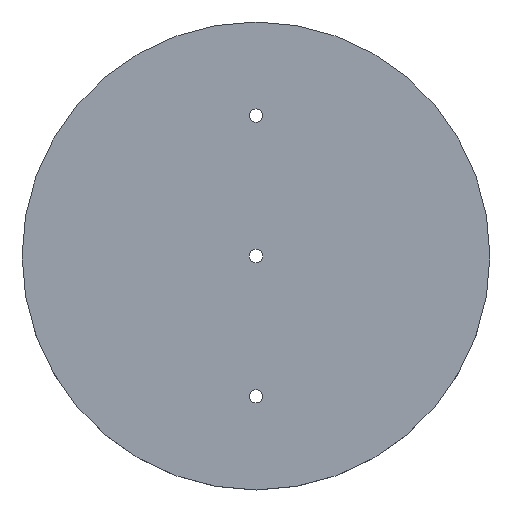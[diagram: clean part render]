
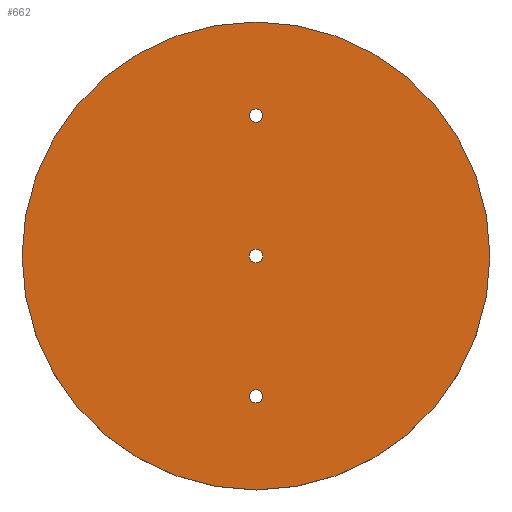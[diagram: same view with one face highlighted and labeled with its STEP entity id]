
A CAD part, top view. The second image highlights one B-rep face of the part: STEP entity #662.
In plain terms, the highlighted planar face has unit normal (0, 0, 1).
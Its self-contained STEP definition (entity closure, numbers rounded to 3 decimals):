
#19=FACE_BOUND('',#111,.T.);
#20=FACE_BOUND('',#112,.T.);
#21=FACE_BOUND('',#113,.T.);
#33=PLANE('',#707);
#66=FACE_OUTER_BOUND('',#110,.T.);
#110=EDGE_LOOP('',(#505));
#111=EDGE_LOOP('',(#506));
#112=EDGE_LOOP('',(#507));
#113=EDGE_LOOP('',(#508));
#306=CIRCLE('',#708,50.);
#307=CIRCLE('',#709,1.425);
#308=CIRCLE('',#710,1.425);
#309=CIRCLE('',#711,1.425);
#347=VERTEX_POINT('',#1009);
#348=VERTEX_POINT('',#1011);
#349=VERTEX_POINT('',#1013);
#350=VERTEX_POINT('',#1015);
#410=EDGE_CURVE('',#347,#347,#306,.T.);
#411=EDGE_CURVE('',#348,#348,#307,.T.);
#412=EDGE_CURVE('',#349,#349,#308,.T.);
#413=EDGE_CURVE('',#350,#350,#309,.T.);
#505=ORIENTED_EDGE('',*,*,#410,.T.);
#506=ORIENTED_EDGE('',*,*,#411,.T.);
#507=ORIENTED_EDGE('',*,*,#412,.T.);
#508=ORIENTED_EDGE('',*,*,#413,.T.);
#662=ADVANCED_FACE('',(#66,#19,#20,#21),#33,.T.);
#707=AXIS2_PLACEMENT_3D('',#1008,#801,#802);
#708=AXIS2_PLACEMENT_3D('',#1010,#803,#804);
#709=AXIS2_PLACEMENT_3D('',#1012,#805,#806);
#710=AXIS2_PLACEMENT_3D('',#1014,#807,#808);
#711=AXIS2_PLACEMENT_3D('',#1016,#809,#810);
#801=DIRECTION('center_axis',(0.,0.,1.));
#802=DIRECTION('ref_axis',(-1.,0.,0.));
#803=DIRECTION('center_axis',(0.,0.,1.));
#804=DIRECTION('ref_axis',(-1.,0.,0.));
#805=DIRECTION('center_axis',(0.,0.,-1.));
#806=DIRECTION('ref_axis',(-1.,0.,0.));
#807=DIRECTION('center_axis',(0.,0.,-1.));
#808=DIRECTION('ref_axis',(-1.,0.,0.));
#809=DIRECTION('center_axis',(0.,0.,-1.));
#810=DIRECTION('ref_axis',(-1.,0.,0.));
#1008=CARTESIAN_POINT('Origin',(0.,0.,82.4));
#1009=CARTESIAN_POINT('',(50.,0.,82.4));
#1010=CARTESIAN_POINT('Origin',(0.,0.,82.4));
#1011=CARTESIAN_POINT('',(1.425,30.,82.4));
#1012=CARTESIAN_POINT('Origin',(0.,30.,82.4));
#1013=CARTESIAN_POINT('',(1.425,0.,82.4));
#1014=CARTESIAN_POINT('Origin',(0.,0.,
82.4));
#1015=CARTESIAN_POINT('',(1.425,-30.,82.4));
#1016=CARTESIAN_POINT('Origin',(0.,-30.,
82.4));
